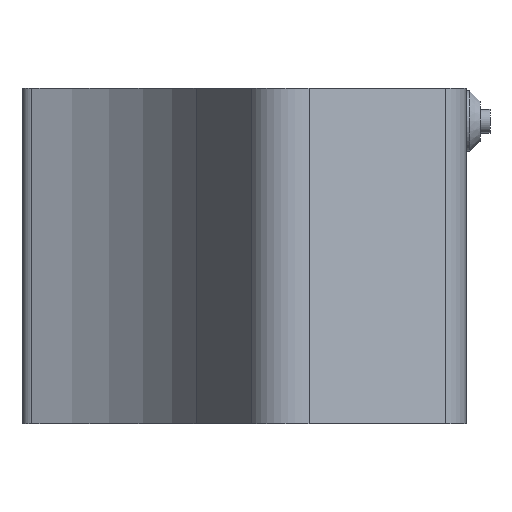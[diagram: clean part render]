
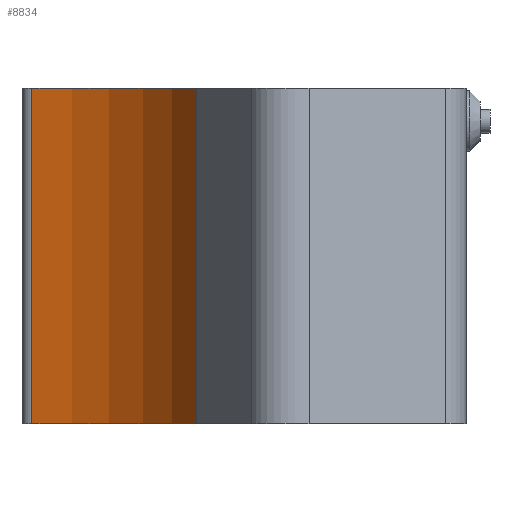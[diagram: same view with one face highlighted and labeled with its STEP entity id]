
A CAD part, left-side view. The second image highlights one B-rep face of the part: STEP entity #8834.
In plain terms, the highlighted cylindrical face has radius 20 mm (diameter 40 mm), a partial arc.
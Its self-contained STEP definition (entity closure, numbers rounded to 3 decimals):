
#950=FACE_OUTER_BOUND('',#1524,.T.);
#1524=EDGE_LOOP('',(#6612,#6613,#6614,#6615));
#2251=LINE('',#14231,#2918);
#2252=LINE('',#14233,#2919);
#2918=VECTOR('',#11081,1000.);
#2919=VECTOR('',#11084,1000.);
#3379=CIRCLE('',#9533,20.);
#3405=CIRCLE('',#9566,20.);
#3921=VERTEX_POINT('',#14050);
#3922=VERTEX_POINT('',#14052);
#3969=VERTEX_POINT('',#14164);
#3970=VERTEX_POINT('',#14165);
#4874=EDGE_CURVE('',#3922,#3921,#3379,.T.);
#4932=EDGE_CURVE('',#3969,#3970,#3405,.T.);
#4970=EDGE_CURVE('',#3969,#3922,#2251,.T.);
#4971=EDGE_CURVE('',#3921,#3970,#2252,.T.);
#6612=ORIENTED_EDGE('',*,*,#4874,.T.);
#6613=ORIENTED_EDGE('',*,*,#4971,.T.);
#6614=ORIENTED_EDGE('',*,*,#4932,.F.);
#6615=ORIENTED_EDGE('',*,*,#4970,.T.);
#8488=CYLINDRICAL_SURFACE('',#9589,20.);
#8834=ADVANCED_FACE('',(#950),#8488,.F.);
#9533=AXIS2_PLACEMENT_3D('',#14053,#10917,#10918);
#9566=AXIS2_PLACEMENT_3D('',#14166,#11015,#11016);
#9589=AXIS2_PLACEMENT_3D('',#14232,#11082,#11083);
#10917=DIRECTION('center_axis',(0.,0.,1.));
#10918=DIRECTION('ref_axis',(-1.,0.,0.));
#11015=DIRECTION('center_axis',(0.,0.,1.));
#11016=DIRECTION('ref_axis',(-1.,0.,0.));
#11081=DIRECTION('',(0.,0.,1.));
#11082=DIRECTION('center_axis',(0.,0.,1.));
#11083=DIRECTION('ref_axis',(1.,0.,0.));
#11084=DIRECTION('',(0.,0.,-1.));
#14050=CARTESIAN_POINT('',(-17.678,8.68,-5.8));
#14052=CARTESIAN_POINT('',(-27.35,-5.033,-5.8));
#14053=CARTESIAN_POINT('Origin',(-37.35,12.287,-5.8));
#14164=CARTESIAN_POINT('',(-27.35,-5.033,-33.8));
#14165=CARTESIAN_POINT('',(-17.678,8.68,-33.8));
#14166=CARTESIAN_POINT('Origin',(-37.35,12.287,-33.8));
#14231=CARTESIAN_POINT('',(-27.35,-5.033,-33.8));
#14232=CARTESIAN_POINT('Origin',(-37.35,12.287,-33.8));
#14233=CARTESIAN_POINT('',(-17.678,8.68,-33.8));
